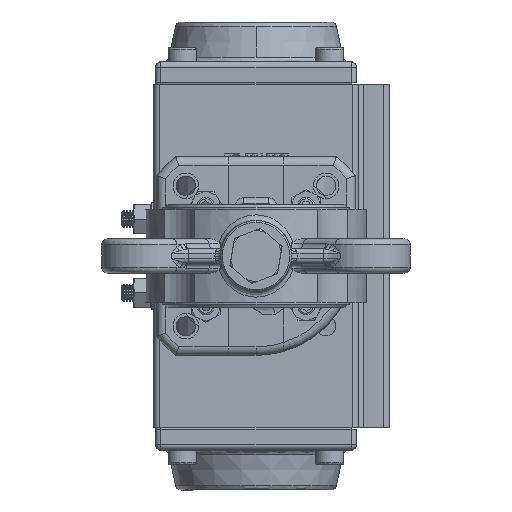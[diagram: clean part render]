
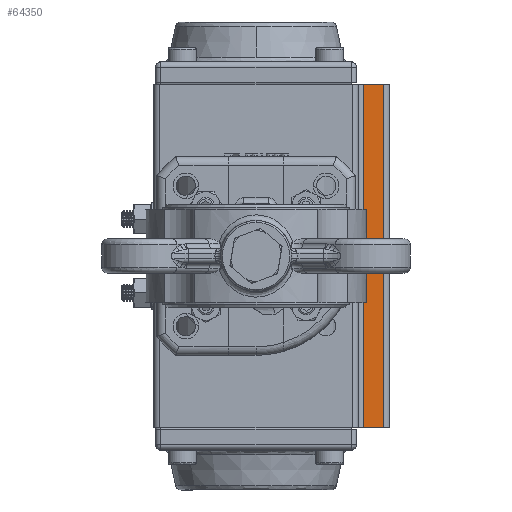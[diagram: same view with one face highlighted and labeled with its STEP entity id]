
A CAD part, front view. The second image highlights one B-rep face of the part: STEP entity #64350.
In plain terms, the highlighted planar face has unit normal (0, 1, 0).
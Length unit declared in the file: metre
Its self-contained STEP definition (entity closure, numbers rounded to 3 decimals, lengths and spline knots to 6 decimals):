
#15 = ORIENTED_EDGE ( 'NONE', *, *, #57341, .T. ) ;
#2431 = EDGE_CURVE ( 'NONE', #35037, #65148, #33305, .T. ) ;
#5668 = CARTESIAN_POINT ( 'NONE',  ( 0.006179, 0.100387, 0.279807 ) ) ;
#6137 = CARTESIAN_POINT ( 'NONE',  ( -0.000821, 0.100387, 0.279807 ) ) ;
#8470 = CARTESIAN_POINT ( 'NONE',  ( 0.006179, 0.100387, 0.279807 ) ) ;
#8849 = CARTESIAN_POINT ( 'NONE',  ( 0.006179, 0.100387, 0.279807 ) ) ;
#10418 = VECTOR ( 'NONE', #64292, 1. ) ;
#10446 = DIRECTION ( 'NONE',  ( 0., 0., 1. ) ) ;
#14392 = LINE ( 'NONE', #53910, #10418 ) ;
#16066 = CARTESIAN_POINT ( 'NONE',  ( -0.000821, 0.100387, 0.158807 ) ) ;
#16288 = DIRECTION ( 'NONE',  ( 1., 0., 0. ) ) ;
#20517 = ORIENTED_EDGE ( 'NONE', *, *, #38380, .T. ) ;
#20652 = VERTEX_POINT ( 'NONE', #45119 ) ;
#21759 = VECTOR ( 'NONE', #16288, 1. ) ;
#23026 = DIRECTION ( 'NONE',  ( 0., 1., 0. ) ) ;
#33260 = AXIS2_PLACEMENT_3D ( 'NONE', #5668, #23026, #45521 ) ;
#33305 = LINE ( 'NONE', #61057, #50530 ) ;
#33984 = CARTESIAN_POINT ( 'NONE',  ( 0.006179, 0.100387, 0.279807 ) ) ;
#35017 = ORIENTED_EDGE ( 'NONE', *, *, #2431, .T. ) ;
#35022 = ORIENTED_EDGE ( 'NONE', *, *, #69551, .T. ) ;
#35037 = VERTEX_POINT ( 'NONE', #16066 ) ;
#38380 = EDGE_CURVE ( 'NONE', #57280, #20652, #47257, .T. ) ;
#39142 = LINE ( 'NONE', #33984, #21759 ) ;
#42750 = VECTOR ( 'NONE', #69852, 1. ) ;
#45119 = CARTESIAN_POINT ( 'NONE',  ( 0.006179, 0.100387, 0.158807 ) ) ;
#45162 = PLANE ( 'NONE',  #33260 ) ;
#45521 = DIRECTION ( 'NONE',  ( 1., 0., 0. ) ) ;
#47257 = LINE ( 'NONE', #8470, #42750 ) ;
#50530 = VECTOR ( 'NONE', #10446, 1. ) ;
#53910 = CARTESIAN_POINT ( 'NONE',  ( 0.006179, 0.100387, 0.158807 ) ) ;
#56283 = FACE_OUTER_BOUND ( 'NONE', #70002, .T. ) ;
#57280 = VERTEX_POINT ( 'NONE', #8849 ) ;
#57341 = EDGE_CURVE ( 'NONE', #20652, #35037, #14392, .T. ) ;
#61057 = CARTESIAN_POINT ( 'NONE',  ( -0.000821, 0.100387, 0.279807 ) ) ;
#64292 = DIRECTION ( 'NONE',  ( -1., 0., 0. ) ) ;
#64350 = ADVANCED_FACE ( 'NONE', ( #56283 ), #45162, .T. ) ;
#65148 = VERTEX_POINT ( 'NONE', #6137 ) ;
#69551 = EDGE_CURVE ( 'NONE', #65148, #57280, #39142, .T. ) ;
#69852 = DIRECTION ( 'NONE',  ( 0., 0., -1. ) ) ;
#70002 = EDGE_LOOP ( 'NONE', ( #20517, #15, #35017, #35022 ) ) ;
